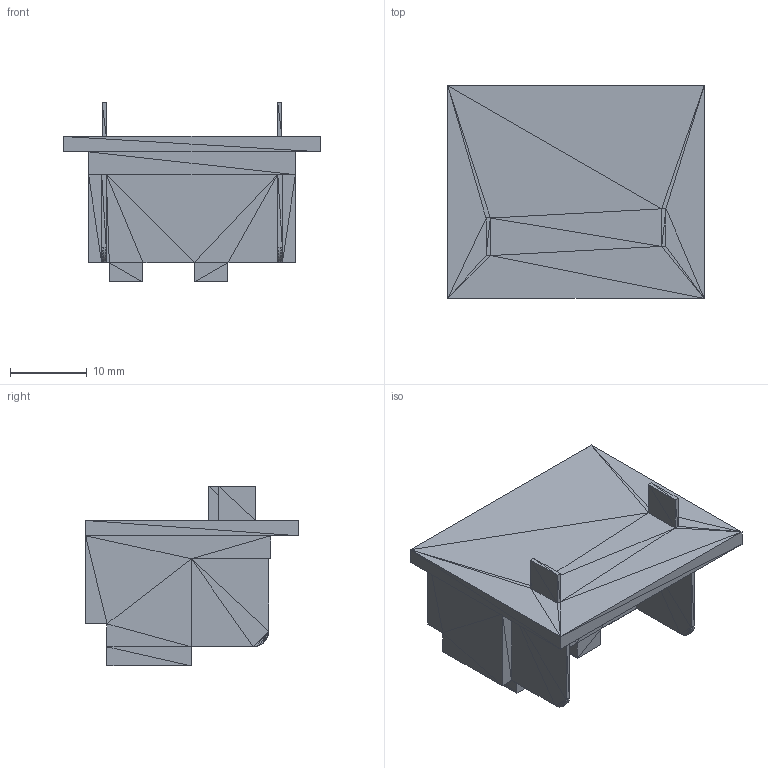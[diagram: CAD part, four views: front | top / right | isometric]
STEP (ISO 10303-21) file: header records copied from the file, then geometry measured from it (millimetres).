
FILE_DESCRIPTION((''),'2;1');
FILE_NAME('model', '2025-12-29T13:13:21', (''), (''), 'ImageToStl.com STEP Converter','', '');
FILE_SCHEMA(('AUTOMOTIVE_DESIGN_CC2'));
Length unit declared in the file: metre
Products named in the file (1): product0
Bounding box: 33.5 x 27.8 x 23.5 mm (x, y, z)
Surface area: 4047.2 mm2 (no closed solid volume)
Topology: 0 solids, 196 shells, 196 faces, 588 edges, 100 vertices
Faces by surface type: plane 196
Entity records: 4540 total; most frequent: DIRECTION 982, ORIENTED_EDGE 588, EDGE_CURVE 588, LINE 588, VECTOR 588, AXIS2_PLACEMENT_3D 197, FACE_SURFACE 196, PLANE 196
